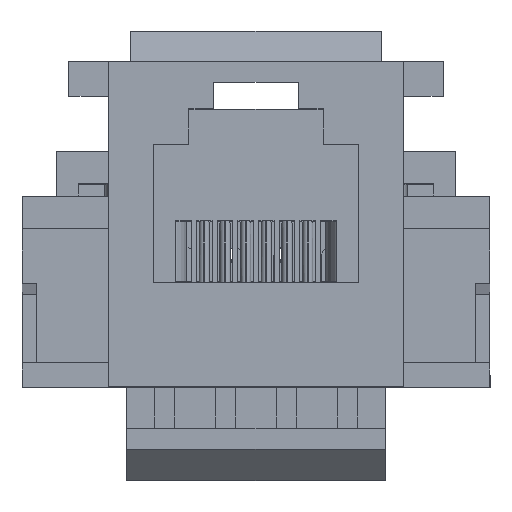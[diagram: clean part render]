
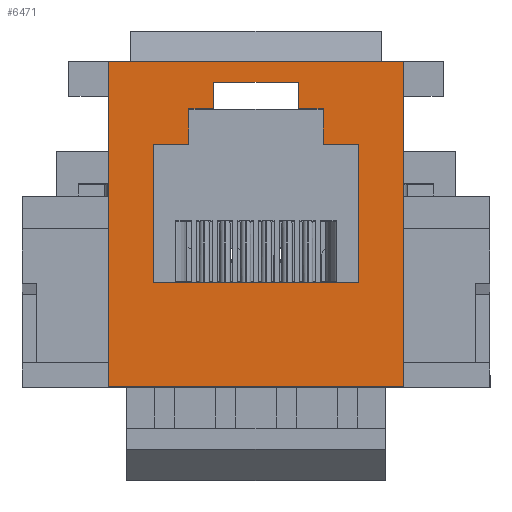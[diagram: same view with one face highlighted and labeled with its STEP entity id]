
A CAD part, top view. The second image highlights one B-rep face of the part: STEP entity #6471.
In plain terms, the highlighted planar face has unit normal (0, 0, 1).
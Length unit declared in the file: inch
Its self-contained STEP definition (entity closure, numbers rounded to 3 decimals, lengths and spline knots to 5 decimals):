
#56 = PLANE ( 'NONE',  #9873 ) ;
#58 = DIRECTION ( 'NONE',  ( 0., 0., 1. ) ) ;
#60 = DIRECTION ( 'NONE',  ( 1., 0., 0. ) ) ;
#440 = CARTESIAN_POINT ( 'NONE',  ( -0.28543, -0.31496, 0.49606 ) ) ;
#1743 = FACE_BOUND ( 'NONE', #9660, .T. ) ;
#1746 = FACE_OUTER_BOUND ( 'NONE', #8370, .T. ) ;
#3289 = CARTESIAN_POINT ( 'NONE',  ( -0.13, 0.22296, 0.49606 ) ) ;
#3316 = CARTESIAN_POINT ( 'NONE',  ( 0.082, 0.27496, 0.49606 ) ) ;
#3323 = CARTESIAN_POINT ( 'NONE',  ( -0.082, 0.22296, 0.49606 ) ) ;
#3332 = CARTESIAN_POINT ( 'NONE',  ( 0.28543, 0.31496, 0.49606 ) ) ;
#3402 = CARTESIAN_POINT ( 'NONE',  ( -0.198, 0.15496, 0.49606 ) ) ;
#3410 = CARTESIAN_POINT ( 'NONE',  ( 0.198, 0.15496, 0.49606 ) ) ;
#3413 = CARTESIAN_POINT ( 'NONE',  ( -0.082, 0.27496, 0.49606 ) ) ;
#3477 = CARTESIAN_POINT ( 'NONE',  ( -0.28543, -0.31496, 0.49606 ) ) ;
#3501 = CARTESIAN_POINT ( 'NONE',  ( -0.198, -0.11304, 0.49606 ) ) ;
#3509 = CARTESIAN_POINT ( 'NONE',  ( -0.13, 0.15496, 0.49606 ) ) ;
#3517 = CARTESIAN_POINT ( 'NONE',  ( 0.198, -0.11304, 0.49606 ) ) ;
#3561 = CARTESIAN_POINT ( 'NONE',  ( 0.28543, -0.31496, 0.49606 ) ) ;
#3685 = CARTESIAN_POINT ( 'NONE',  ( 0.13, 0.15496, 0.49606 ) ) ;
#3726 = CARTESIAN_POINT ( 'NONE',  ( 0.13, 0.22296, 0.49606 ) ) ;
#3741 = CARTESIAN_POINT ( 'NONE',  ( 0.082, 0.22296, 0.49606 ) ) ;
#3753 = CARTESIAN_POINT ( 'NONE',  ( -0.28543, 0.31496, 0.49606 ) ) ;
#4370 = ORIENTED_EDGE ( 'NONE', *, *, #7828, .F. ) ;
#4385 = ORIENTED_EDGE ( 'NONE', *, *, #7829, .F. ) ;
#4410 = ORIENTED_EDGE ( 'NONE', *, *, #7823, .F. ) ;
#4411 = ORIENTED_EDGE ( 'NONE', *, *, #7825, .F. ) ;
#6471 = ADVANCED_FACE ( 'NONE', ( #1743, #1746 ), #56, .T. ) ;
#6513 = DIRECTION ( 'NONE',  ( 0., -1., 0. ) ) ;
#6529 = DIRECTION ( 'NONE',  ( -1., 0., 0. ) ) ;
#6543 = CARTESIAN_POINT ( 'NONE',  ( 0.28543, 0.31496, 0.49606 ) ) ;
#6549 = CARTESIAN_POINT ( 'NONE',  ( -0.28543, 0.31496, 0.49606 ) ) ;
#6552 = CARTESIAN_POINT ( 'NONE',  ( -0.082, 0.27496, 0.49606 ) ) ;
#6554 = CARTESIAN_POINT ( 'NONE',  ( -0.198, 0.15496, 0.49606 ) ) ;
#6561 = DIRECTION ( 'NONE',  ( 0., -1., 0. ) ) ;
#6565 = CARTESIAN_POINT ( 'NONE',  ( -0.13, 0.15496, 0.49606 ) ) ;
#6567 = DIRECTION ( 'NONE',  ( -1., 0., 0. ) ) ;
#6572 = CARTESIAN_POINT ( 'NONE',  ( -0.082, 0.22296, 0.49606 ) ) ;
#6575 = DIRECTION ( 'NONE',  ( 0., -1., 0. ) ) ;
#6577 = DIRECTION ( 'NONE',  ( -1., 0., 0. ) ) ;
#6578 = DIRECTION ( 'NONE',  ( 1., 0., 0. ) ) ;
#6584 = DIRECTION ( 'NONE',  ( 0., 1., 0. ) ) ;
#6588 = DIRECTION ( 'NONE',  ( 0., -1., 0. ) ) ;
#6609 = CARTESIAN_POINT ( 'NONE',  ( 0.198, 0.15496, 0.49606 ) ) ;
#6611 = CARTESIAN_POINT ( 'NONE',  ( -0.28543, 0.31496, 0.49606 ) ) ;
#6613 = CARTESIAN_POINT ( 'NONE',  ( -0.13, 0.22296, 0.49606 ) ) ;
#6625 = CARTESIAN_POINT ( 'NONE',  ( 0.082, 0.27496, 0.49606 ) ) ;
#6717 = DIRECTION ( 'NONE',  ( 0., 1., 0. ) ) ;
#6747 = DIRECTION ( 'NONE',  ( 1., 0., 0. ) ) ;
#6756 = CARTESIAN_POINT ( 'NONE',  ( -0.28543, -0.31496, 0.49606 ) ) ;
#6760 = DIRECTION ( 'NONE',  ( 0., 1., 0. ) ) ;
#6761 = DIRECTION ( 'NONE',  ( 0., 1., 0. ) ) ;
#6785 = DIRECTION ( 'NONE',  ( -1., 0., 0. ) ) ;
#6791 = CARTESIAN_POINT ( 'NONE',  ( 0.13, 0.22296, 0.49606 ) ) ;
#6803 = DIRECTION ( 'NONE',  ( -1., 0., 0. ) ) ;
#6804 = CARTESIAN_POINT ( 'NONE',  ( 0.082, 0.22296, 0.49606 ) ) ;
#6832 = CARTESIAN_POINT ( 'NONE',  ( -0.198, -0.11304, 0.49606 ) ) ;
#6834 = DIRECTION ( 'NONE',  ( -1., 0., 0. ) ) ;
#6837 = CARTESIAN_POINT ( 'NONE',  ( 0.198, -0.11304, 0.49606 ) ) ;
#6840 = CARTESIAN_POINT ( 'NONE',  ( 0.13, 0.15496, 0.49606 ) ) ;
#7784 = EDGE_CURVE ( 'NONE', #12033, #12069, #10203, .T. ) ;
#7801 = EDGE_CURVE ( 'NONE', #12027, #12003, #10238, .T. ) ;
#7806 = EDGE_CURVE ( 'NONE', #12003, #12033, #10248, .T. ) ;
#7814 = EDGE_CURVE ( 'NONE', #12069, #12027, #10264, .T. ) ;
#7817 = EDGE_CURVE ( 'NONE', #12323, #12343, #10270, .T. ) ;
#7819 = EDGE_CURVE ( 'NONE', #12347, #12323, #10276, .T. ) ;
#7820 = EDGE_CURVE ( 'NONE', #12341, #12347, #10274, .T. ) ;
#7821 = EDGE_CURVE ( 'NONE', #12349, #12341, #10275, .T. ) ;
#7822 = EDGE_CURVE ( 'NONE', #12333, #12349, #10277, .T. ) ;
#7823 = EDGE_CURVE ( 'NONE', #12377, #12333, #10279, .T. ) ;
#7824 = EDGE_CURVE ( 'NONE', #12329, #12377, #10281, .T. ) ;
#7825 = EDGE_CURVE ( 'NONE', #12325, #12329, #10283, .T. ) ;
#7826 = EDGE_CURVE ( 'NONE', #12331, #12325, #10285, .T. ) ;
#7827 = EDGE_CURVE ( 'NONE', #12357, #12331, #10287, .T. ) ;
#7828 = EDGE_CURVE ( 'NONE', #12367, #12357, #10289, .T. ) ;
#7829 = EDGE_CURVE ( 'NONE', #12343, #12367, #10291, .T. ) ;
#8370 = EDGE_LOOP ( 'NONE', ( #9097, #9091, #9090, #9261 ) ) ;
#9003 = ORIENTED_EDGE ( 'NONE', *, *, #7817, .F. ) ;
#9090 = ORIENTED_EDGE ( 'NONE', *, *, #7784, .T. ) ;
#9091 = ORIENTED_EDGE ( 'NONE', *, *, #7806, .T. ) ;
#9096 = ORIENTED_EDGE ( 'NONE', *, *, #7827, .F. ) ;
#9097 = ORIENTED_EDGE ( 'NONE', *, *, #7801, .T. ) ;
#9259 = ORIENTED_EDGE ( 'NONE', *, *, #7824, .F. ) ;
#9260 = ORIENTED_EDGE ( 'NONE', *, *, #7822, .F. ) ;
#9261 = ORIENTED_EDGE ( 'NONE', *, *, #7814, .T. ) ;
#9265 = ORIENTED_EDGE ( 'NONE', *, *, #7821, .F. ) ;
#9266 = ORIENTED_EDGE ( 'NONE', *, *, #7820, .F. ) ;
#9267 = ORIENTED_EDGE ( 'NONE', *, *, #7819, .F. ) ;
#9270 = ORIENTED_EDGE ( 'NONE', *, *, #7826, .F. ) ;
#9660 = EDGE_LOOP ( 'NONE', ( #9003, #9267, #9266, #9265, #9260, #4410, #9259, #4411, #9270, #9096, #4370, #4385 ) ) ;
#9873 = AXIS2_PLACEMENT_3D ( 'NONE', #440, #58, #60 ) ;
#10203 = LINE ( 'NONE', #6543, #10207 ) ;
#10207 = VECTOR ( 'NONE', #6584, 39.37008 ) ;
#10238 = LINE ( 'NONE', #6611, #10241 ) ;
#10241 = VECTOR ( 'NONE', #6575, 39.37008 ) ;
#10248 = LINE ( 'NONE', #6756, #10251 ) ;
#10251 = VECTOR ( 'NONE', #6747, 39.37008 ) ;
#10264 = LINE ( 'NONE', #6549, #10267 ) ;
#10267 = VECTOR ( 'NONE', #6577, 39.37008 ) ;
#10270 = LINE ( 'NONE', #6625, #10273 ) ;
#10272 = VECTOR ( 'NONE', #6803, 39.37008 ) ;
#10273 = VECTOR ( 'NONE', #6761, 39.37008 ) ;
#10274 = LINE ( 'NONE', #6791, #10278 ) ;
#10275 = LINE ( 'NONE', #6840, #10280 ) ;
#10276 = LINE ( 'NONE', #6804, #10272 ) ;
#10277 = LINE ( 'NONE', #6609, #10282 ) ;
#10278 = VECTOR ( 'NONE', #6717, 39.37008 ) ;
#10279 = LINE ( 'NONE', #6837, #10284 ) ;
#10280 = VECTOR ( 'NONE', #6834, 39.37008 ) ;
#10281 = LINE ( 'NONE', #6832, #10286 ) ;
#10282 = VECTOR ( 'NONE', #6760, 39.37008 ) ;
#10283 = LINE ( 'NONE', #6554, #10288 ) ;
#10284 = VECTOR ( 'NONE', #6578, 39.37008 ) ;
#10285 = LINE ( 'NONE', #6565, #10290 ) ;
#10286 = VECTOR ( 'NONE', #6561, 39.37008 ) ;
#10287 = LINE ( 'NONE', #6613, #10292 ) ;
#10288 = VECTOR ( 'NONE', #6567, 39.37008 ) ;
#10289 = LINE ( 'NONE', #6572, #10294 ) ;
#10290 = VECTOR ( 'NONE', #6588, 39.37008 ) ;
#10291 = LINE ( 'NONE', #6552, #10296 ) ;
#10292 = VECTOR ( 'NONE', #6529, 39.37008 ) ;
#10294 = VECTOR ( 'NONE', #6513, 39.37008 ) ;
#10296 = VECTOR ( 'NONE', #6785, 39.37008 ) ;
#12003 = VERTEX_POINT ( 'NONE', #3477 ) ;
#12027 = VERTEX_POINT ( 'NONE', #3753 ) ;
#12033 = VERTEX_POINT ( 'NONE', #3561 ) ;
#12069 = VERTEX_POINT ( 'NONE', #3332 ) ;
#12323 = VERTEX_POINT ( 'NONE', #3741 ) ;
#12325 = VERTEX_POINT ( 'NONE', #3509 ) ;
#12329 = VERTEX_POINT ( 'NONE', #3402 ) ;
#12331 = VERTEX_POINT ( 'NONE', #3289 ) ;
#12333 = VERTEX_POINT ( 'NONE', #3517 ) ;
#12341 = VERTEX_POINT ( 'NONE', #3685 ) ;
#12343 = VERTEX_POINT ( 'NONE', #3316 ) ;
#12347 = VERTEX_POINT ( 'NONE', #3726 ) ;
#12349 = VERTEX_POINT ( 'NONE', #3410 ) ;
#12357 = VERTEX_POINT ( 'NONE', #3323 ) ;
#12367 = VERTEX_POINT ( 'NONE', #3413 ) ;
#12377 = VERTEX_POINT ( 'NONE', #3501 ) ;
